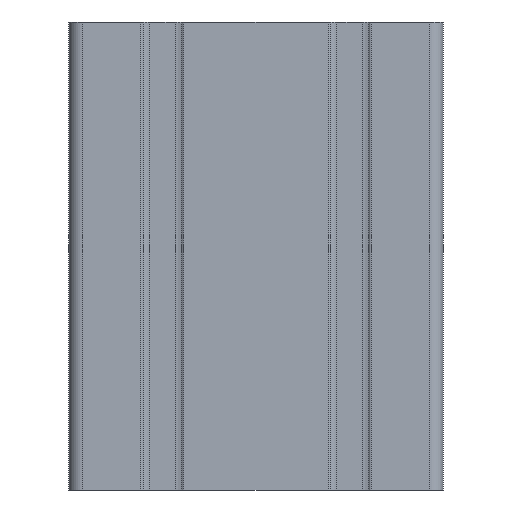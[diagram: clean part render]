
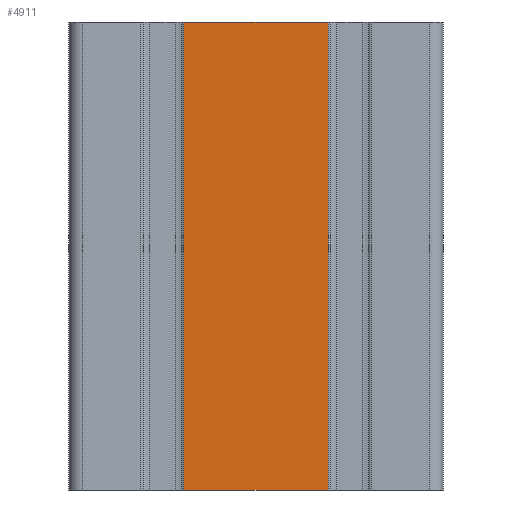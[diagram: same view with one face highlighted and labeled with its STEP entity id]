
A CAD part, left-side view. The second image highlights one B-rep face of the part: STEP entity #4911.
In plain terms, the highlighted planar face has unit normal (-1, 0, 0).
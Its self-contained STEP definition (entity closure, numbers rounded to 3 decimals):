
#91=PLANE('',#5439);
#303=FACE_OUTER_BOUND('',#555,.T.);
#555=EDGE_LOOP('',(#3789,#3790,#3791,#3792));
#736=LINE('',#7537,#1150);
#939=LINE('',#8282,#1353);
#940=LINE('',#8284,#1354);
#941=LINE('',#8285,#1355);
#1150=VECTOR('',#5972,10.);
#1353=VECTOR('',#6759,10.);
#1354=VECTOR('',#6762,10.);
#1355=VECTOR('',#6763,10.);
#1929=VERTEX_POINT('',#7534);
#1930=VERTEX_POINT('',#7536);
#2179=VERTEX_POINT('',#8278);
#2180=VERTEX_POINT('',#8280);
#2487=EDGE_CURVE('',#1929,#1930,#736,.T.);
#2859=EDGE_CURVE('',#2179,#2180,#939,.T.);
#2860=EDGE_CURVE('',#2179,#1929,#940,.T.);
#2861=EDGE_CURVE('',#2180,#1930,#941,.T.);
#3789=ORIENTED_EDGE('',*,*,#2860,.F.);
#3790=ORIENTED_EDGE('',*,*,#2859,.T.);
#3791=ORIENTED_EDGE('',*,*,#2861,.T.);
#3792=ORIENTED_EDGE('',*,*,#2487,.F.);
#4911=ADVANCED_FACE('',(#303),#91,.T.);
#5439=AXIS2_PLACEMENT_3D('',#8283,#6760,#6761);
#5972=DIRECTION('',(0.,0.,1.));
#6759=DIRECTION('',(0.,0.,1.));
#6760=DIRECTION('center_axis',(-1.,0.,0.));
#6761=DIRECTION('ref_axis',(0.,-1.,0.));
#6762=DIRECTION('',(0.,1.,0.));
#6763=DIRECTION('',(0.,1.,0.));
#7534=CARTESIAN_POINT('',(-20.,15.4,0.));
#7536=CARTESIAN_POINT('',(-20.,15.4,100.));
#7537=CARTESIAN_POINT('',(-20.,15.4,0.));
#8278=CARTESIAN_POINT('',(-20.,-15.4,0.));
#8280=CARTESIAN_POINT('',(-20.,-15.4,100.));
#8282=CARTESIAN_POINT('',(-20.,-15.4,0.));
#8283=CARTESIAN_POINT('Origin',(-20.,0.,0.));
#8284=CARTESIAN_POINT('',(-20.,0.,0.));
#8285=CARTESIAN_POINT('',(-20.,0.,100.));
